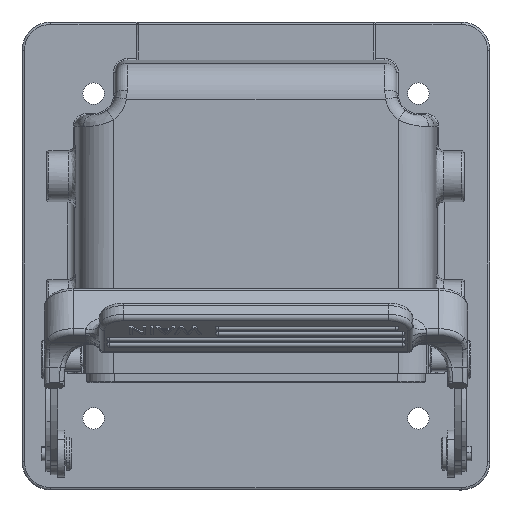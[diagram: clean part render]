
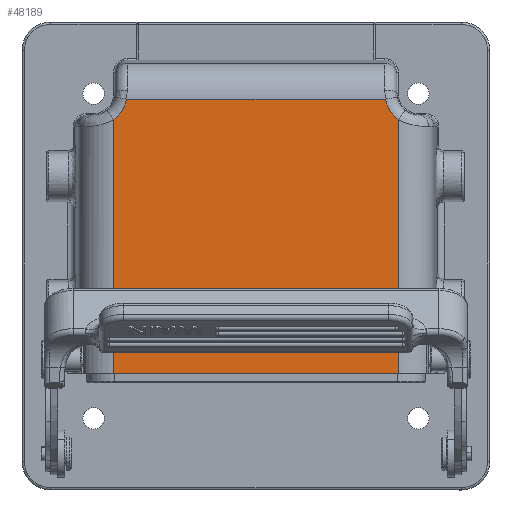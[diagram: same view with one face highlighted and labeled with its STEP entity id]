
A CAD part, top view. The second image highlights one B-rep face of the part: STEP entity #48189.
In plain terms, the highlighted planar face has unit normal (0, 0, 1).
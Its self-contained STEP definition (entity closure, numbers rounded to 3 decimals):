
#3631=DIRECTION('',(0.,-1.,0.));
#3632=VECTOR('',#3631,53.042);
#3633=CARTESIAN_POINT('',(14.125,71.186,
-0.743));
#3634=LINE('',#3633,#3632);
#16980=CARTESIAN_POINT('',(77.87,76.745,
-0.743));
#16981=DIRECTION('',(0.,0.,1.));
#16982=DIRECTION('',(-0.984,-0.177,0.));
#16983=AXIS2_PLACEMENT_3D('',#16980,#16981,#16982);
#16985=DIRECTION('',(0.,-1.,0.));
#16986=VECTOR('',#16985,53.042);
#16987=CARTESIAN_POINT('',(73.615,71.186,
-0.743));
#16988=LINE('',#16987,#16986);
#16989=DIRECTION('',(-1.,0.,0.));
#16990=VECTOR('',#16989,59.49);
#16991=CARTESIAN_POINT('',(73.615,18.145,
-0.743));
#16992=LINE('',#16991,#16990);
#16993=CARTESIAN_POINT('',(9.87,76.745,
-0.743));
#16994=DIRECTION('',(0.,0.,1.));
#16995=DIRECTION('',(0.608,-0.794,0.));
#16996=AXIS2_PLACEMENT_3D('',#16993,#16994,#16995);
#17039=DIRECTION('',(-1.,0.,0.));
#17040=VECTOR('',#17039,54.221);
#17041=CARTESIAN_POINT('',(70.98,75.504,
-0.743));
#17042=LINE('',#17041,#17040);
#17654=CARTESIAN_POINT('',(14.125,18.145,
-0.743));
#17655=VERTEX_POINT('',#17654);
#17656=CARTESIAN_POINT('',(73.615,18.145,
-0.743));
#17658=VERTEX_POINT('',#17656);
#17687=CARTESIAN_POINT('',(73.615,71.186,
-0.743));
#17688=VERTEX_POINT('',#17687);
#17831=CARTESIAN_POINT('',(70.98,75.504,
-0.743));
#17832=VERTEX_POINT('',#17831);
#17833=CARTESIAN_POINT('',(14.125,71.186,
-0.743));
#17834=CARTESIAN_POINT('',(16.76,75.504,
-0.743));
#17835=VERTEX_POINT('',#17833);
#17836=VERTEX_POINT('',#17834);
#48173=CARTESIAN_POINT('',(43.87,46.824,
-0.743));
#48174=DIRECTION('',(0.,0.,1.));
#48175=DIRECTION('',(0.,1.,0.));
#48176=AXIS2_PLACEMENT_3D('',#48173,#48174,#48175);
#48177=PLANE('',#48176);
#48179=ORIENTED_EDGE('',*,*,#48178,.T.);
#48180=ORIENTED_EDGE('',*,*,#26799,.T.);
#48181=ORIENTED_EDGE('',*,*,#25402,.T.);
#48182=ORIENTED_EDGE('',*,*,#25742,.F.);
#48184=ORIENTED_EDGE('',*,*,#48183,.T.);
#48186=ORIENTED_EDGE('',*,*,#48185,.F.);
#48187=EDGE_LOOP('',(#48179,#48180,#48181,#48182,#48184,#48186));
#48188=FACE_OUTER_BOUND('',#48187,.F.);
#16984=CIRCLE('',#16983,7.);
#16997=CIRCLE('',#16996,7.);
#25402=EDGE_CURVE('',#17658,#17655,#16992,.T.);
#25742=EDGE_CURVE('',#17835,#17655,#3634,.T.);
#26799=EDGE_CURVE('',#17688,#17658,#16988,.T.);
#48178=EDGE_CURVE('',#17832,#17688,#16984,.T.);
#48183=EDGE_CURVE('',#17835,#17836,#16997,.T.);
#48185=EDGE_CURVE('',#17832,#17836,#17042,.T.);
#48189=ADVANCED_FACE('',(#48188),#48177,.T.);
